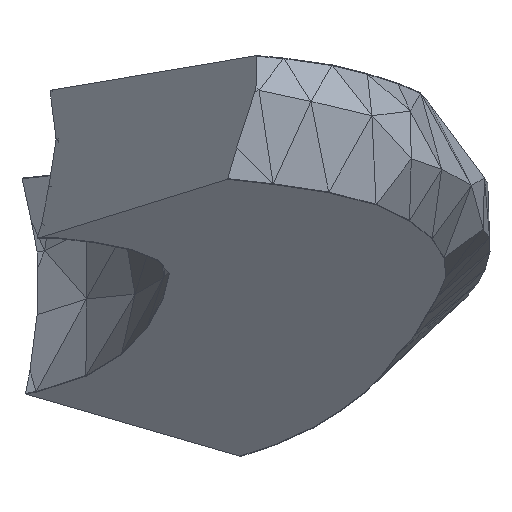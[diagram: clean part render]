
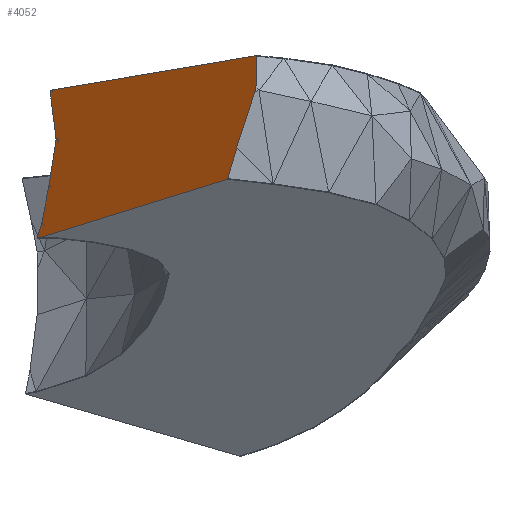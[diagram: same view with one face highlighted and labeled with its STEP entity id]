
A CAD part, front view. The second image highlights one B-rep face of the part: STEP entity #4052.
In plain terms, the highlighted planar face has unit normal (-0.712, -0.67, 0.21).
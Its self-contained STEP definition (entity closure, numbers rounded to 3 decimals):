
#26=FACE_OUTER_BOUND('',#307,.T.);
#307=EDGE_LOOP('',(#2717,#2718,#2719,#2720,#2721,#2722,#2723,#2724,#2725,
#2726,#2727,#2728,#2729,#2730,#2731,#2732));
#641=LINE('',#5890,#1218);
#669=LINE('',#5947,#1246);
#670=LINE('',#5949,#1247);
#671=LINE('',#5951,#1248);
#672=LINE('',#5953,#1249);
#673=LINE('',#5955,#1250);
#674=LINE('',#5957,#1251);
#675=LINE('',#5959,#1252);
#676=LINE('',#5961,#1253);
#677=LINE('',#5963,#1254);
#678=LINE('',#5964,#1255);
#679=LINE('',#5966,#1256);
#680=LINE('',#5968,#1257);
#681=LINE('',#5970,#1258);
#682=LINE('',#5972,#1259);
#683=LINE('',#5973,#1260);
#1218=VECTOR('',#4697,10.);
#1246=VECTOR('',#4735,10.);
#1247=VECTOR('',#4736,10.);
#1248=VECTOR('',#4737,10.);
#1249=VECTOR('',#4738,10.);
#1250=VECTOR('',#4739,10.);
#1251=VECTOR('',#4740,10.);
#1252=VECTOR('',#4741,10.);
#1253=VECTOR('',#4742,10.);
#1254=VECTOR('',#4743,10.);
#1255=VECTOR('',#4744,10.);
#1256=VECTOR('',#4745,10.);
#1257=VECTOR('',#4746,10.);
#1258=VECTOR('',#4747,10.);
#1259=VECTOR('',#4748,10.);
#1260=VECTOR('',#4749,10.);
#1789=VERTEX_POINT('',#5887);
#1790=VERTEX_POINT('',#5889);
#1813=VERTEX_POINT('',#5945);
#1814=VERTEX_POINT('',#5946);
#1815=VERTEX_POINT('',#5948);
#1816=VERTEX_POINT('',#5950);
#1817=VERTEX_POINT('',#5952);
#1818=VERTEX_POINT('',#5954);
#1819=VERTEX_POINT('',#5956);
#1820=VERTEX_POINT('',#5958);
#1821=VERTEX_POINT('',#5960);
#1822=VERTEX_POINT('',#5962);
#1823=VERTEX_POINT('',#5965);
#1824=VERTEX_POINT('',#5967);
#1825=VERTEX_POINT('',#5969);
#1826=VERTEX_POINT('',#5971);
#2093=EDGE_CURVE('',#1789,#1790,#641,.T.);
#2121=EDGE_CURVE('',#1813,#1814,#669,.T.);
#2122=EDGE_CURVE('',#1815,#1813,#670,.T.);
#2123=EDGE_CURVE('',#1816,#1815,#671,.T.);
#2124=EDGE_CURVE('',#1817,#1816,#672,.T.);
#2125=EDGE_CURVE('',#1818,#1817,#673,.T.);
#2126=EDGE_CURVE('',#1819,#1818,#674,.T.);
#2127=EDGE_CURVE('',#1820,#1819,#675,.T.);
#2128=EDGE_CURVE('',#1821,#1820,#676,.T.);
#2129=EDGE_CURVE('',#1822,#1821,#677,.T.);
#2130=EDGE_CURVE('',#1790,#1822,#678,.T.);
#2131=EDGE_CURVE('',#1823,#1789,#679,.T.);
#2132=EDGE_CURVE('',#1824,#1823,#680,.T.);
#2133=EDGE_CURVE('',#1825,#1824,#681,.T.);
#2134=EDGE_CURVE('',#1826,#1825,#682,.T.);
#2135=EDGE_CURVE('',#1814,#1826,#683,.T.);
#2717=ORIENTED_EDGE('',*,*,#2121,.F.);
#2718=ORIENTED_EDGE('',*,*,#2122,.F.);
#2719=ORIENTED_EDGE('',*,*,#2123,.F.);
#2720=ORIENTED_EDGE('',*,*,#2124,.F.);
#2721=ORIENTED_EDGE('',*,*,#2125,.F.);
#2722=ORIENTED_EDGE('',*,*,#2126,.F.);
#2723=ORIENTED_EDGE('',*,*,#2127,.F.);
#2724=ORIENTED_EDGE('',*,*,#2128,.F.);
#2725=ORIENTED_EDGE('',*,*,#2129,.F.);
#2726=ORIENTED_EDGE('',*,*,#2130,.F.);
#2727=ORIENTED_EDGE('',*,*,#2093,.F.);
#2728=ORIENTED_EDGE('',*,*,#2131,.F.);
#2729=ORIENTED_EDGE('',*,*,#2132,.F.);
#2730=ORIENTED_EDGE('',*,*,#2133,.F.);
#2731=ORIENTED_EDGE('',*,*,#2134,.F.);
#2732=ORIENTED_EDGE('',*,*,#2135,.F.);
#3771=PLANE('',#4347);
#4052=ADVANCED_FACE('',(#26),#3771,.F.);
#4347=AXIS2_PLACEMENT_3D('',#5944,#4733,#4734);
#4697=DIRECTION('',(-0.702,0.678,-0.218));
#4733=DIRECTION('center_axis',(0.712,0.67,-0.21));
#4734=DIRECTION('ref_axis',(-0.283,0.,-0.959));
#4735=DIRECTION('',(-0.09,-0.211,-0.973));
#4736=DIRECTION('',(0.698,-0.706,0.117));
#4737=DIRECTION('',(0.11,0.19,0.976));
#4738=DIRECTION('',(-0.116,0.408,0.906));
#4739=DIRECTION('',(-0.024,0.323,0.946));
#4740=DIRECTION('',(0.015,0.285,0.958));
#4741=DIRECTION('',(0.154,0.144,0.978));
#4742=DIRECTION('',(0.185,0.11,0.977));
#4743=DIRECTION('',(0.303,-0.023,0.953));
#4744=DIRECTION('',(-0.003,0.303,0.953));
#4745=DIRECTION('',(0.003,-0.303,-0.953));
#4746=DIRECTION('',(-0.281,-0.003,-0.96));
#4747=DIRECTION('',(-0.31,0.031,-0.95));
#4748=DIRECTION('',(-0.206,-0.087,-0.975));
#4749=DIRECTION('',(-0.018,-0.282,-0.959));
#5887=CARTESIAN_POINT('',(14.643,77.56,975.119));
#5889=CARTESIAN_POINT('',(8.761,83.242,973.294));
#5890=CARTESIAN_POINT('',(-1.768,93.416,970.026));
#5944=CARTESIAN_POINT('Origin',(-0.447,92.773,972.452));
#5945=CARTESIAN_POINT('',(15.535,77.809,978.932));
#5946=CARTESIAN_POINT('',(15.533,77.805,978.913));
#5947=CARTESIAN_POINT('',(15.324,77.313,976.638));
#5948=CARTESIAN_POINT('',(9.163,84.251,977.863));
#5949=CARTESIAN_POINT('',(-0.625,94.147,976.219));
#5950=CARTESIAN_POINT('',(9.161,84.247,977.843));
#5951=CARTESIAN_POINT('',(8.914,83.818,975.64));
#5952=CARTESIAN_POINT('',(9.345,83.602,976.41));
#5953=CARTESIAN_POINT('',(9.182,84.173,977.677));
#5954=CARTESIAN_POINT('',(9.346,83.579,976.343));
#5955=CARTESIAN_POINT('',(9.333,83.766,976.893));
#5956=CARTESIAN_POINT('',(9.346,83.568,976.307));
#5957=CARTESIAN_POINT('',(9.328,83.23,975.17));
#5958=CARTESIAN_POINT('',(9.127,83.363,974.917));
#5959=CARTESIAN_POINT('',(8.938,83.186,973.714));
#5960=CARTESIAN_POINT('',(8.914,83.237,973.792));
#5961=CARTESIAN_POINT('',(8.693,83.105,972.627));
#5962=CARTESIAN_POINT('',(8.761,83.248,973.313));
#5963=CARTESIAN_POINT('',(8.406,83.276,972.198));
#5964=CARTESIAN_POINT('',(8.758,83.565,974.31));
#5965=CARTESIAN_POINT('',(14.643,77.566,975.138));
#5966=CARTESIAN_POINT('',(14.64,77.883,976.135));
#5967=CARTESIAN_POINT('',(14.919,77.569,976.083));
#5968=CARTESIAN_POINT('',(13.681,77.555,971.85));
#5969=CARTESIAN_POINT('',(15.482,77.513,977.811));
#5970=CARTESIAN_POINT('',(13.465,77.712,971.617));
#5971=CARTESIAN_POINT('',(15.515,77.527,977.968));
#5972=CARTESIAN_POINT('',(14.641,77.156,973.83));
#5973=CARTESIAN_POINT('',(15.503,77.333,977.309));
